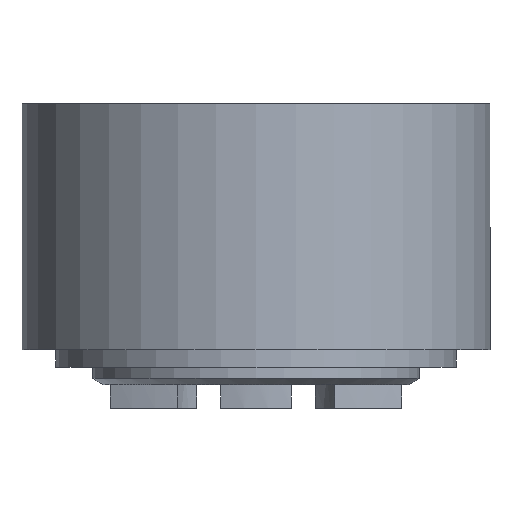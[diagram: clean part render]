
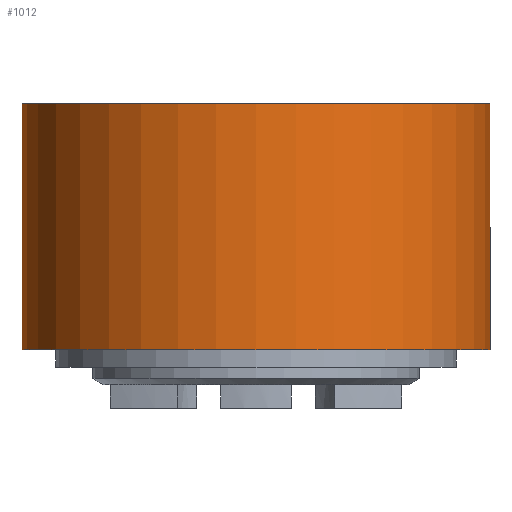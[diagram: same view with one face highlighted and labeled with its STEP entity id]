
A CAD part, left-side view. The second image highlights one B-rep face of the part: STEP entity #1012.
In plain terms, the highlighted cylindrical face has radius 20 mm (diameter 40 mm), a partial arc.
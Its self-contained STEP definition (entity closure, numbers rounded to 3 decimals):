
#64=LINE('',#1502,#96);
#65=LINE('',#1508,#97);
#96=VECTOR('',#1253,1000.);
#97=VECTOR('',#1260,1000.);
#164=ORIENTED_EDGE('',*,*,#342,.T.);
#165=ORIENTED_EDGE('',*,*,#344,.F.);
#166=ORIENTED_EDGE('',*,*,#345,.F.);
#167=ORIENTED_EDGE('',*,*,#346,.F.);
#342=EDGE_CURVE('',#431,#430,#64,.T.);
#344=EDGE_CURVE('',#432,#430,#485,.T.);
#345=EDGE_CURVE('',#433,#432,#65,.T.);
#346=EDGE_CURVE('',#431,#433,#486,.T.);
#430=VERTEX_POINT('',#1501);
#431=VERTEX_POINT('',#1503);
#432=VERTEX_POINT('',#1507);
#433=VERTEX_POINT('',#1509);
#485=CIRCLE('',#1090,20.);
#486=CIRCLE('',#1091,20.);
#535=EDGE_LOOP('',(#164,#165,#166,#167));
#600=FACE_BOUND('',#535,.T.);
#659=CYLINDRICAL_SURFACE('',#1089,20.);
#1012=ADVANCED_FACE('',(#600),#659,.T.);
#1089=AXIS2_PLACEMENT_3D('',#1505,#1256,#1257);
#1090=AXIS2_PLACEMENT_3D('',#1506,#1258,#1259);
#1091=AXIS2_PLACEMENT_3D('',#1510,#1261,#1262);
#1253=DIRECTION('',(0.,0.,1.));
#1256=DIRECTION('',(0.,0.,-1.));
#1257=DIRECTION('',(1.,0.,0.));
#1258=DIRECTION('',(0.,0.,1.));
#1259=DIRECTION('',(1.,0.,0.));
#1260=DIRECTION('',(0.,0.,1.));
#1261=DIRECTION('',(0.,0.,-1.));
#1262=DIRECTION('',(-1.,0.,0.));
#1501=CARTESIAN_POINT('',(16.656,-11.071,24.));
#1502=CARTESIAN_POINT('',(16.656,-11.071,-74.433));
#1503=CARTESIAN_POINT('',(16.656,-11.071,3.));
#1505=CARTESIAN_POINT('',(0.,0.,-74.433));
#1506=CARTESIAN_POINT('',(0.,0.,24.));
#1507=CARTESIAN_POINT('',(16.656,11.071,24.));
#1508=CARTESIAN_POINT('',(16.656,11.071,-74.433));
#1509=CARTESIAN_POINT('',(16.656,11.071,3.));
#1510=CARTESIAN_POINT('',(0.,0.,3.));
